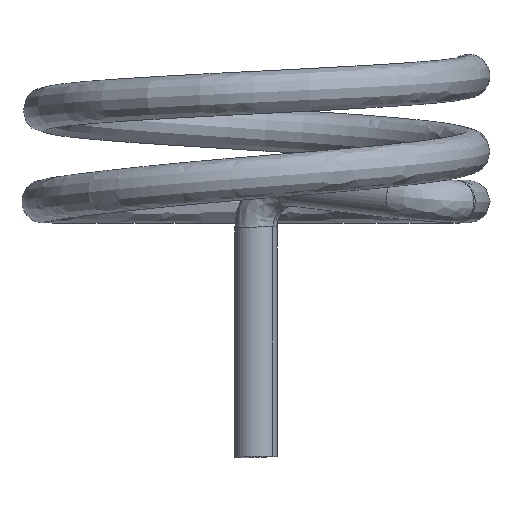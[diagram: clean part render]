
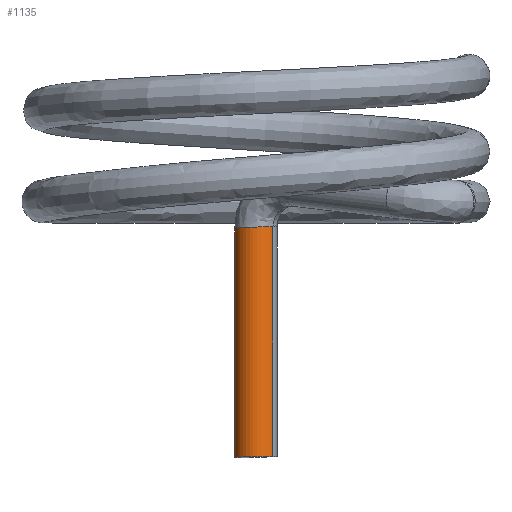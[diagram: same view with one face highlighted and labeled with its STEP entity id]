
A CAD part, top view. The second image highlights one B-rep face of the part: STEP entity #1135.
In plain terms, the highlighted free-form (B-spline) face has degree [3, 1] with [7, 2] control points.
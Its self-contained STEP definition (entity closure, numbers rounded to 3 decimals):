
#101 = EDGE_LOOP ( 'NONE', ( #688, #878, #1758, #1285 ) ) ;
#158 = CIRCLE ( 'NONE', #1202, 0.25 ) ;
#197 = CARTESIAN_POINT ( 'NONE',  ( -0.105, -2.992, 0.549 ) ) ;
#230 = VERTEX_POINT ( 'NONE', #2416 ) ;
#320 = EDGE_CURVE ( 'NONE', #2033, #2205, #158, .T. ) ;
#350 = B_SPLINE_CURVE_WITH_KNOTS ( 'NONE', 1,
 ( #1291, #2129 ),
 .UNSPECIFIED., .F., .F.,
 ( 2, 2 ),
 ( 0., 1. ),
 .UNSPECIFIED. ) ;
#361 = CARTESIAN_POINT ( 'NONE',  ( 0.199, -0.296, 0.152 ) ) ;
#397 = EDGE_CURVE ( 'NONE', #230, #2033, #2283, .T. ) ;
#427 = CARTESIAN_POINT ( 'NONE',  ( 0.199, -0.296, 0.152 ) ) ;
#510 = DIRECTION ( 'NONE',  ( -0.025, 0.999, -0.019 ) ) ;
#525 = CARTESIAN_POINT ( 'NONE',  ( -0.199, -3.008, -0.152 ) ) ;
#566 = DIRECTION ( 'NONE',  ( -0.025, 0.999, -0.019 ) ) ;
#631 = CARTESIAN_POINT ( 'NONE',  ( 0.502, -2.992, -0.246 ) ) ;
#641 = CARTESIAN_POINT ( 'NONE',  ( -0.105, -0.296, 0.549 ) ) ;
#688 = ORIENTED_EDGE ( 'NONE', *, *, #1055, .F. ) ;
#830 = CARTESIAN_POINT ( 'NONE',  ( -0.199, -3.008, -0.152 ) ) ;
#851 = CARTESIAN_POINT ( 'NONE',  ( 0.502, -0.296, -0.246 ) ) ;
#878 = ORIENTED_EDGE ( 'NONE', *, *, #397, .T. ) ;
#1044 = CARTESIAN_POINT ( 'NONE',  ( -0.502, -3.008, 0.246 ) ) ;
#1055 = EDGE_CURVE ( 'NONE', #230, #2713, #2659, .T. ) ;
#1135 = ADVANCED_FACE ( 'NONE', ( #1180 ), #2714, .F. ) ;
#1180 = FACE_OUTER_BOUND ( 'NONE', #101, .T. ) ;
#1202 = AXIS2_PLACEMENT_3D ( 'NONE', #1566, #510, #2214 ) ;
#1285 = ORIENTED_EDGE ( 'NONE', *, *, #2052, .F. ) ;
#1291 = CARTESIAN_POINT ( 'NONE',  ( 0.199, -0.296, 0.152 ) ) ;
#1312 = AXIS2_PLACEMENT_3D ( 'NONE', #1838, #566, #1865 ) ;
#1372 = CARTESIAN_POINT ( 'NONE',  ( -0.199, -0.312, -0.152 ) ) ;
#1566 = CARTESIAN_POINT ( 'NONE',  ( 0., -3., 0. ) ) ;
#1707 = CARTESIAN_POINT ( 'NONE',  ( -0.199, -3.008, -0.152 ) ) ;
#1758 = ORIENTED_EDGE ( 'NONE', *, *, #320, .T. ) ;
#1838 = CARTESIAN_POINT ( 'NONE',  ( 0., -0.304, 0. ) ) ;
#1839 = CARTESIAN_POINT ( 'NONE',  ( 0.199, -2.992, 0.152 ) ) ;
#1865 = DIRECTION ( 'NONE',  ( 0.795, 0.032, 0.606 ) ) ;
#1906 = CARTESIAN_POINT ( 'NONE',  ( 0.105, -3.008, -0.549 ) ) ;
#2033 = VERTEX_POINT ( 'NONE', #1707 ) ;
#2052 = EDGE_CURVE ( 'NONE', #2713, #2205, #350, .T. ) ;
#2080 = CARTESIAN_POINT ( 'NONE',  ( -0.199, -0.312, -0.152 ) ) ;
#2097 = CARTESIAN_POINT ( 'NONE',  ( 0.105, -0.312, -0.549 ) ) ;
#2129 = CARTESIAN_POINT ( 'NONE',  ( 0.199, -2.992, 0.152 ) ) ;
#2205 = VERTEX_POINT ( 'NONE', #1839 ) ;
#2214 = DIRECTION ( 'NONE',  ( 0.795, 0.032, 0.606 ) ) ;
#2272 = CARTESIAN_POINT ( 'NONE',  ( 0.199, -0.296, 0.152 ) ) ;
#2283 = B_SPLINE_CURVE_WITH_KNOTS ( 'NONE', 1,
 ( #1372, #525 ),
 .UNSPECIFIED., .F., .F.,
 ( 2, 2 ),
 ( 0., 1. ),
 .UNSPECIFIED. ) ;
#2309 = CARTESIAN_POINT ( 'NONE',  ( -0.502, -0.312, 0.246 ) ) ;
#2334 = CARTESIAN_POINT ( 'NONE',  ( 0.199, -2.992, 0.152 ) ) ;
#2416 = CARTESIAN_POINT ( 'NONE',  ( -0.199, -0.312, -0.152 ) ) ;
#2513 = CARTESIAN_POINT ( 'NONE',  ( 0.199, -2.992, 0.152 ) ) ;
#2659 = CIRCLE ( 'NONE', #1312, 0.25 ) ;
#2713 = VERTEX_POINT ( 'NONE', #2272 ) ;
#2714 =( BOUNDED_SURFACE ( )  B_SPLINE_SURFACE ( 3, 1, ( 
 ( #361, #2513 ),
 ( #851, #631 ),
 ( #2097, #1906 ),
 ( #2080, #830 ),
 ( #2309, #1044 ),
 ( #641, #197 ),
 ( #427, #2334 ) ),
 .UNSPECIFIED., .T., .F., .F. ) 
 B_SPLINE_SURFACE_WITH_KNOTS ( ( 4, 3, 4 ),
 ( 2, 2 ),
 ( 0., 0.5, 1. ),
 ( 0., 1. ),
 .UNSPECIFIED. ) 
 GEOMETRIC_REPRESENTATION_ITEM ( )  RATIONAL_B_SPLINE_SURFACE ( (
 ( 1., 1.),
 ( 0.333, 0.333),
 ( 0.333, 0.333),
 ( 1., 1.),
 ( 0.333, 0.333),
 ( 0.333, 0.333),
 ( 1., 1.) ) ) 
 REPRESENTATION_ITEM ( '' )  SURFACE ( )  );
